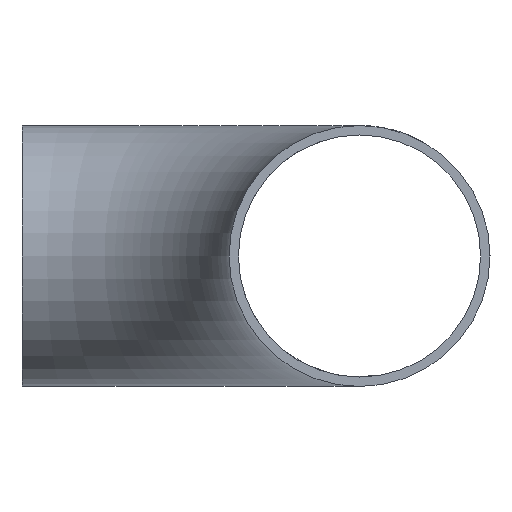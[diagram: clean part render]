
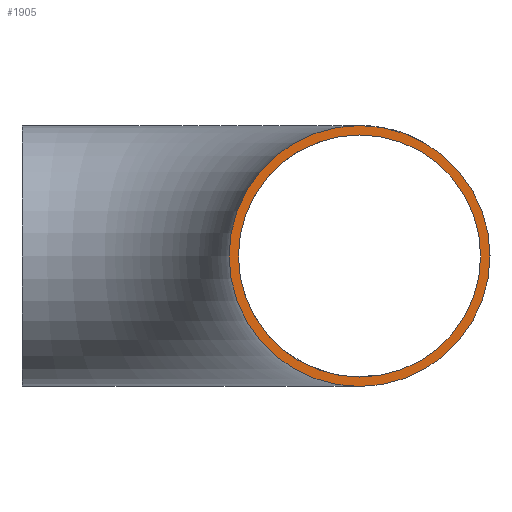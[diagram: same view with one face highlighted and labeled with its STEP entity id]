
A CAD part, left-side view. The second image highlights one B-rep face of the part: STEP entity #1905.
In plain terms, the highlighted planar face has unit normal (-1, 0, 0).
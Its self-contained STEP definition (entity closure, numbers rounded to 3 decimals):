
#257 = DIRECTION ( 'NONE',  ( 1., 0., 0. ) ) ;
#1109 = AXIS2_PLACEMENT_3D ( 'NONE', #25000, #25130, #17254 ) ;
#1743 = CIRCLE ( 'NONE', #18287, 41.25 ) ;
#1905 = ADVANCED_FACE ( 'NONE', ( #24747, #18938 ), #22935, .F. ) ;
#2584 = EDGE_CURVE ( 'NONE', #8862, #11401, #18512, .T. ) ;
#2647 = CARTESIAN_POINT ( 'NONE',  ( 0., 0., -41.25 ) ) ;
#3377 = AXIS2_PLACEMENT_3D ( 'NONE', #11186, #24885, #7016 ) ;
#4297 = ORIENTED_EDGE ( 'NONE', *, *, #13981, .F. ) ;
#4427 = EDGE_CURVE ( 'NONE', #11145, #23416, #22202, .T. ) ;
#4531 = DIRECTION ( 'NONE',  ( 0., 0., -1. ) ) ;
#7016 = DIRECTION ( 'NONE',  ( 0., 0., -1. ) ) ;
#7286 = AXIS2_PLACEMENT_3D ( 'NONE', #22169, #257, #20486 ) ;
#8862 = VERTEX_POINT ( 'NONE', #23693 ) ;
#11106 = DIRECTION ( 'NONE',  ( 1., 0., 0. ) ) ;
#11145 = VERTEX_POINT ( 'NONE', #17687 ) ;
#11186 = CARTESIAN_POINT ( 'NONE',  ( 0., 0., 0. ) ) ;
#11401 = VERTEX_POINT ( 'NONE', #22633 ) ;
#11541 = ORIENTED_EDGE ( 'NONE', *, *, #19375, .T. ) ;
#13048 = CARTESIAN_POINT ( 'NONE',  ( 0., 0., 0. ) ) ;
#13981 = EDGE_CURVE ( 'NONE', #11401, #8862, #15785, .T. ) ;
#14393 = CARTESIAN_POINT ( 'NONE',  ( 0., 0., 0. ) ) ;
#14992 = EDGE_LOOP ( 'NONE', ( #25228, #11541 ) ) ;
#15785 = CIRCLE ( 'NONE', #3377, 44.45 ) ;
#17254 = DIRECTION ( 'NONE',  ( 0., 0., -1. ) ) ;
#17687 = CARTESIAN_POINT ( 'NONE',  ( 0., 0., 41.25 ) ) ;
#18109 = ORIENTED_EDGE ( 'NONE', *, *, #2584, .F. ) ;
#18287 = AXIS2_PLACEMENT_3D ( 'NONE', #14393, #22268, #4531 ) ;
#18512 = CIRCLE ( 'NONE', #19334, 44.45 ) ;
#18938 = FACE_OUTER_BOUND ( 'NONE', #23828, .T. ) ;
#19334 = AXIS2_PLACEMENT_3D ( 'NONE', #13048, #11106, #20933 ) ;
#19375 = EDGE_CURVE ( 'NONE', #23416, #11145, #1743, .T. ) ;
#20486 = DIRECTION ( 'NONE',  ( 0., 0., -1. ) ) ;
#20933 = DIRECTION ( 'NONE',  ( 0., 0., -1. ) ) ;
#22169 = CARTESIAN_POINT ( 'NONE',  ( 0., 0., 0. ) ) ;
#22202 = CIRCLE ( 'NONE', #7286, 41.25 ) ;
#22268 = DIRECTION ( 'NONE',  ( 1., 0., 0. ) ) ;
#22633 = CARTESIAN_POINT ( 'NONE',  ( 0., 0., -44.45 ) ) ;
#22935 = PLANE ( 'NONE',  #1109 ) ;
#23416 = VERTEX_POINT ( 'NONE', #2647 ) ;
#23693 = CARTESIAN_POINT ( 'NONE',  ( 0., 0., 44.45 ) ) ;
#23828 = EDGE_LOOP ( 'NONE', ( #4297, #18109 ) ) ;
#24747 = FACE_BOUND ( 'NONE', #14992, .T. ) ;
#24885 = DIRECTION ( 'NONE',  ( 1., 0., 0. ) ) ;
#25000 = CARTESIAN_POINT ( 'NONE',  ( 0., 0., 0. ) ) ;
#25130 = DIRECTION ( 'NONE',  ( 1., 0., 0. ) ) ;
#25228 = ORIENTED_EDGE ( 'NONE', *, *, #4427, .T. ) ;
